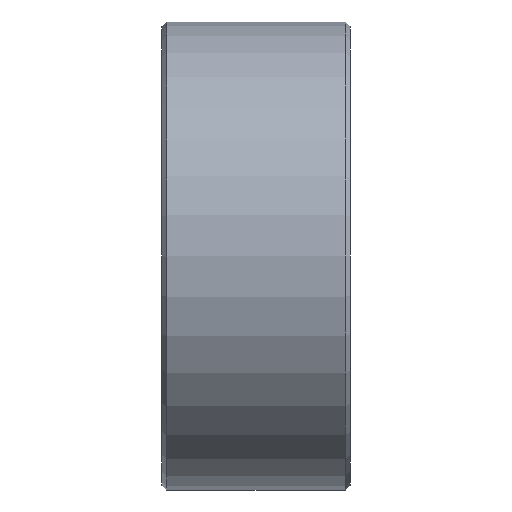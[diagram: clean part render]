
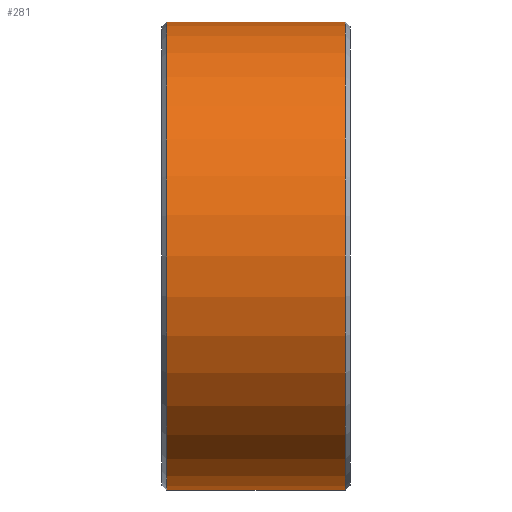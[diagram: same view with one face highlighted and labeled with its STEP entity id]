
A CAD part, left-side view. The second image highlights one B-rep face of the part: STEP entity #281.
In plain terms, the highlighted cylindrical face has radius 4.975 mm (diameter 9.95 mm), a partial arc.
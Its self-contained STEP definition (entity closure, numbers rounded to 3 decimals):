
#117 = VERTEX_POINT('',#118);
#118 = CARTESIAN_POINT('',(0.,1.9,4.975));
#125 = VERTEX_POINT('',#126);
#126 = CARTESIAN_POINT('',(0.,1.9,-4.975));
#159 = VERTEX_POINT('',#160);
#160 = CARTESIAN_POINT('',(0.,-1.9,-4.975));
#167 = VERTEX_POINT('',#168);
#168 = CARTESIAN_POINT('',(0.,-1.9,4.975));
#212 = EDGE_CURVE('',#117,#167,#213,.T.);
#213 = LINE('',#214,#215);
#214 = CARTESIAN_POINT('',(0.,2.,4.975));
#215 = VECTOR('',#216,1.);
#216 = DIRECTION('',(-0.,-1.,-0.));
#219 = EDGE_CURVE('',#125,#159,#220,.T.);
#220 = LINE('',#221,#222);
#221 = CARTESIAN_POINT('',(0.,2.,-4.975));
#222 = VECTOR('',#223,1.);
#223 = DIRECTION('',(-0.,-1.,-0.));
#281 = ADVANCED_FACE('',(#282),#300,.T.);
#282 = FACE_BOUND('',#283,.T.);
#283 = EDGE_LOOP('',(#284,#285,#292,#293));
#284 = ORIENTED_EDGE('',*,*,#212,.F.);
#285 = ORIENTED_EDGE('',*,*,#286,.T.);
#286 = EDGE_CURVE('',#117,#125,#287,.T.);
#287 = CIRCLE('',#288,4.975);
#288 = AXIS2_PLACEMENT_3D('',#289,#290,#291);
#289 = CARTESIAN_POINT('',(0.,1.9,0.));
#290 = DIRECTION('',(0.,-1.,0.));
#291 = DIRECTION('',(0.,0.,1.));
#292 = ORIENTED_EDGE('',*,*,#219,.T.);
#293 = ORIENTED_EDGE('',*,*,#294,.T.);
#294 = EDGE_CURVE('',#159,#167,#295,.T.);
#295 = CIRCLE('',#296,4.975);
#296 = AXIS2_PLACEMENT_3D('',#297,#298,#299);
#297 = CARTESIAN_POINT('',(0.,-1.9,0.));
#298 = DIRECTION('',(-0.,1.,0.));
#299 = DIRECTION('',(0.,0.,1.));
#300 = CYLINDRICAL_SURFACE('',#301,4.975);
#301 = AXIS2_PLACEMENT_3D('',#302,#303,#304);
#302 = CARTESIAN_POINT('',(0.,2.,0.));
#303 = DIRECTION('',(-0.,-1.,-0.));
#304 = DIRECTION('',(0.,0.,-1.));
